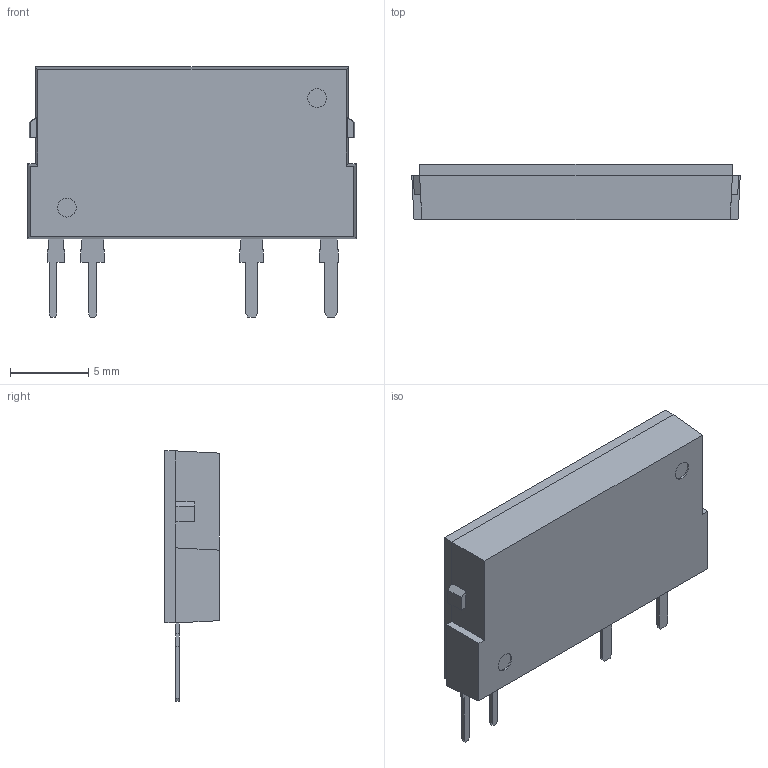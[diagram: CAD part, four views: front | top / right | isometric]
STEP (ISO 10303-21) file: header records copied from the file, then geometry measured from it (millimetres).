
FILE_DESCRIPTION(('eMachineShop Model'),'2;1');
FILE_NAME('SIL4_1772800467.214.step', '2025-07-15T03:22:32',('eMachineShop'),('eMachineShop'), 'eMachineShop','eMachineShop','Unknown');
FILE_SCHEMA(('AUTOMOTIVE_DESIGN { 1 0 10303 214 1 1 1 1 }'));
Length unit declared in the file: millimetre
Products named in the file (6): eMachineShop; eMachineShop.1; eMachineShop.2; eMachineShop.3; eMachineShop.4; eMachineShop.5
Assembly tree (5 placements, depth 2):
  eMachineShop
    eMachineShop.1
    eMachineShop.2
    eMachineShop.3
    eMachineShop.4
    eMachineShop.5
Bounding box: 21 x 3.5 x 16 mm (x, y, z)
Volume: 775.4 mm3; surface area: 711.3 mm2
Topology: 5 solids, 5 shells, 96 faces, 242 edges, 158 vertices
Faces by surface type: bspline 96
Entity records: 5954 total; most frequent: CARTESIAN_POINT 2136, ORIENTED_EDGE 484, PCURVE 484, DEFINITIONAL_REPRESENTATION 484, B_SPLINE_CURVE_WITH_KNOTS 478, DIRECTION 268, EDGE_CURVE 242, SURFACE_CURVE 242
